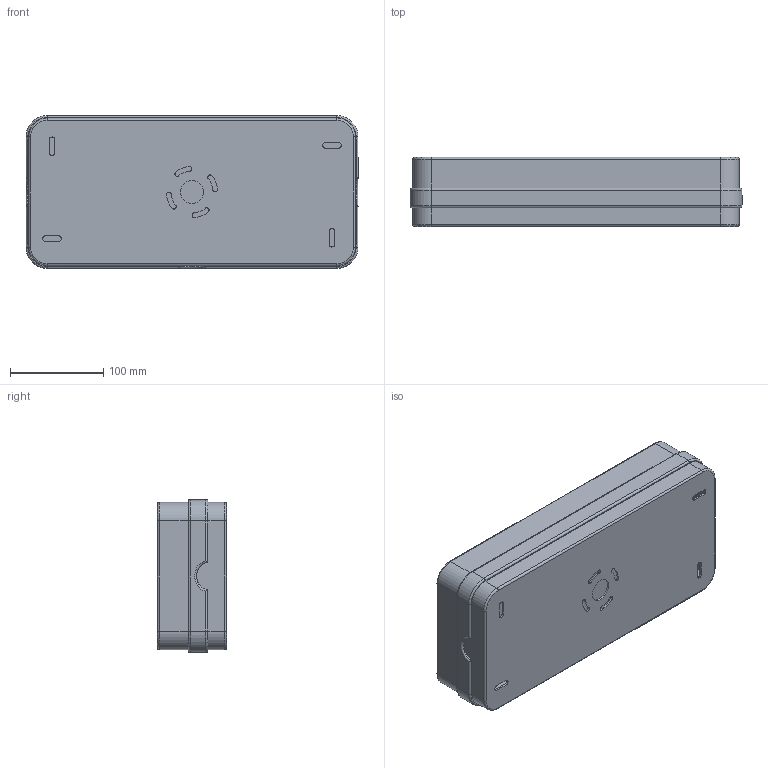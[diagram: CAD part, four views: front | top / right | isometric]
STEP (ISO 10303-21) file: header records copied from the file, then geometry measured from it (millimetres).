
FILE_DESCRIPTION (( 'STEP AP214' ), '1' );
FILE_NAME ('LDPA0-5031-1-20-K01.STEP', '2018-03-20T11:40:35', ( '' ), ( '' ), 'SwSTEP 2.0', 'SolidWorks 2014', '' );
FILE_SCHEMA (( 'AUTOMOTIVE_DESIGN' ));
Length unit declared in the file: millimetre
Products named in the file (1): LDPA0-5031-1-20-K01
Bounding box: 356 x 74 x 164 mm (x, y, z)
Volume: 2870190.8 mm3; surface area: 502751.3 mm2
Topology: 3 solids, 3 shells, 275 faces, 715 edges, 464 vertices
Faces by surface type: plane 152, cylinder 69, bspline 38, torus 16
Entity records: 10923 total; most frequent: CARTESIAN_POINT 4242, ORIENTED_EDGE 1430, DIRECTION 1260, EDGE_CURVE 715, VECTOR 488, LINE 488, VERTEX_POINT 464, AXIS2_PLACEMENT_3D 386
